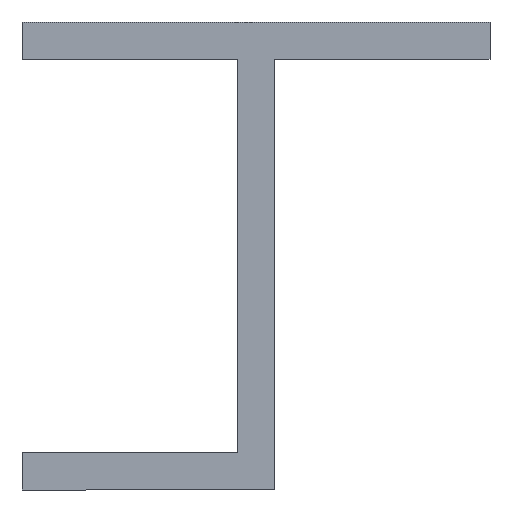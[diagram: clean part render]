
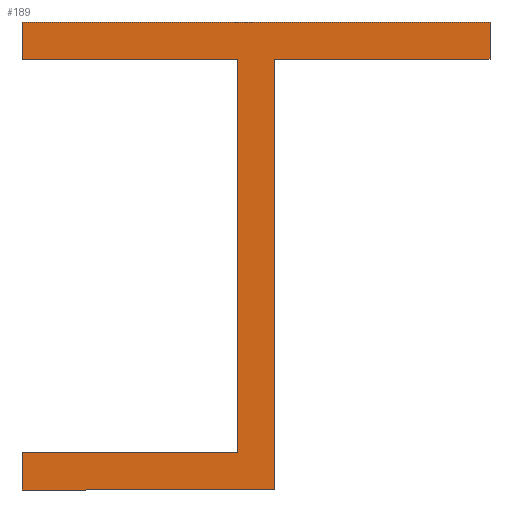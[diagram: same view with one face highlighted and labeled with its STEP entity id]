
A CAD part, front view. The second image highlights one B-rep face of the part: STEP entity #189.
In plain terms, the highlighted planar face has unit normal (0, -1, 0).
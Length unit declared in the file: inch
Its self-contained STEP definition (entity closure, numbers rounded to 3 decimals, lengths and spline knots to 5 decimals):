
#1 = CARTESIAN_POINT ( 'NONE',  ( 0., 0., -0.06 ) ) ;
#2 = LINE ( 'NONE', #211, #41 ) ;
#8 = DIRECTION ( 'NONE',  ( 1., 0., 0. ) ) ;
#9 = ORIENTED_EDGE ( 'NONE', *, *, #176, .F. ) ;
#22 = LINE ( 'NONE', #25, #308 ) ;
#25 = CARTESIAN_POINT ( 'NONE',  ( 0.345, 0., -0.69 ) ) ;
#26 = LINE ( 'NONE', #197, #138 ) ;
#29 = EDGE_CURVE ( 'NONE', #191, #304, #344, .T. ) ;
#39 = VERTEX_POINT ( 'NONE', #373 ) ;
#40 = ORIENTED_EDGE ( 'NONE', *, *, #305, .F. ) ;
#41 = VECTOR ( 'NONE', #328, 39.37008 ) ;
#44 = DIRECTION ( 'NONE',  ( 0., 0., 1. ) ) ;
#49 = DIRECTION ( 'NONE',  ( 0., 0., -1. ) ) ;
#54 = EDGE_CURVE ( 'NONE', #102, #356, #257, .T. ) ;
#60 = ORIENTED_EDGE ( 'NONE', *, *, #214, .F. ) ;
#61 = CARTESIAN_POINT ( 'NONE',  ( 0.405, 0., -0.06 ) ) ;
#65 = CARTESIAN_POINT ( 'NONE',  ( 0., 0., -0.69 ) ) ;
#77 = LINE ( 'NONE', #195, #172 ) ;
#81 = DIRECTION ( 'NONE',  ( 0., -1., 0. ) ) ;
#86 = LINE ( 'NONE', #362, #342 ) ;
#100 = CARTESIAN_POINT ( 'NONE',  ( 0., 0., 0. ) ) ;
#102 = VERTEX_POINT ( 'NONE', #131 ) ;
#111 = CARTESIAN_POINT ( 'NONE',  ( 0., 0., -0.06 ) ) ;
#113 = LINE ( 'NONE', #326, #238 ) ;
#123 = VERTEX_POINT ( 'NONE', #353 ) ;
#131 = CARTESIAN_POINT ( 'NONE',  ( 0.75, 0., 0. ) ) ;
#138 = VECTOR ( 'NONE', #167, 39.37008 ) ;
#143 = DIRECTION ( 'NONE',  ( 0., 0., 1. ) ) ;
#147 = EDGE_CURVE ( 'NONE', #39, #175, #22, .T. ) ;
#148 = LINE ( 'NONE', #274, #348 ) ;
#149 = ORIENTED_EDGE ( 'NONE', *, *, #54, .F. ) ;
#152 = ORIENTED_EDGE ( 'NONE', *, *, #230, .F. ) ;
#155 = VERTEX_POINT ( 'NONE', #200 ) ;
#156 = AXIS2_PLACEMENT_3D ( 'NONE', #229, #81, #49 ) ;
#162 = VECTOR ( 'NONE', #44, 39.37008 ) ;
#167 = DIRECTION ( 'NONE',  ( 1., 0., 0. ) ) ;
#168 = EDGE_CURVE ( 'NONE', #175, #191, #351, .T. ) ;
#172 = VECTOR ( 'NONE', #323, 39.37008 ) ;
#175 = VERTEX_POINT ( 'NONE', #350 ) ;
#176 = EDGE_CURVE ( 'NONE', #304, #102, #26, .T. ) ;
#181 = EDGE_CURVE ( 'NONE', #123, #155, #77, .T. ) ;
#188 = DIRECTION ( 'NONE',  ( 0., 0., -1. ) ) ;
#189 = ADVANCED_FACE ( 'NONE', ( #234 ), #289, .T. ) ;
#191 = VERTEX_POINT ( 'NONE', #1 ) ;
#195 = CARTESIAN_POINT ( 'NONE',  ( 0., 0., -0.75 ) ) ;
#196 = ORIENTED_EDGE ( 'NONE', *, *, #168, .F. ) ;
#197 = CARTESIAN_POINT ( 'NONE',  ( 0., 0., 0. ) ) ;
#199 = DIRECTION ( 'NONE',  ( -1., 0., 0. ) ) ;
#200 = CARTESIAN_POINT ( 'NONE',  ( 0., 0., -0.75 ) ) ;
#203 = ORIENTED_EDGE ( 'NONE', *, *, #324, .F. ) ;
#207 = DIRECTION ( 'NONE',  ( 0., 0., -1. ) ) ;
#211 = CARTESIAN_POINT ( 'NONE',  ( 0., 0., -0.69 ) ) ;
#214 = EDGE_CURVE ( 'NONE', #356, #321, #113, .T. ) ;
#223 = CARTESIAN_POINT ( 'NONE',  ( 0.75, 0., 0. ) ) ;
#229 = CARTESIAN_POINT ( 'NONE',  ( 0., 0., 0. ) ) ;
#230 = EDGE_CURVE ( 'NONE', #155, #248, #2, .T. ) ;
#234 = FACE_OUTER_BOUND ( 'NONE', #259, .T. ) ;
#238 = VECTOR ( 'NONE', #287, 39.37008 ) ;
#248 = VERTEX_POINT ( 'NONE', #65 ) ;
#257 = LINE ( 'NONE', #223, #300 ) ;
#259 = EDGE_LOOP ( 'NONE', ( #367, #196, #331, #40, #152, #273, #203, #60, #149, #9 ) ) ;
#273 = ORIENTED_EDGE ( 'NONE', *, *, #181, .F. ) ;
#274 = CARTESIAN_POINT ( 'NONE',  ( 0.405, 0., -0.75 ) ) ;
#287 = DIRECTION ( 'NONE',  ( -1., 0., 0. ) ) ;
#289 = PLANE ( 'NONE',  #156 ) ;
#294 = CARTESIAN_POINT ( 'NONE',  ( 0., 0., 0. ) ) ;
#300 = VECTOR ( 'NONE', #188, 39.37008 ) ;
#304 = VERTEX_POINT ( 'NONE', #294 ) ;
#305 = EDGE_CURVE ( 'NONE', #248, #39, #86, .T. ) ;
#308 = VECTOR ( 'NONE', #143, 39.37008 ) ;
#315 = VECTOR ( 'NONE', #199, 39.37008 ) ;
#321 = VERTEX_POINT ( 'NONE', #61 ) ;
#323 = DIRECTION ( 'NONE',  ( -1., 0., 0. ) ) ;
#324 = EDGE_CURVE ( 'NONE', #321, #123, #148, .T. ) ;
#326 = CARTESIAN_POINT ( 'NONE',  ( 0.75, 0., -0.06 ) ) ;
#328 = DIRECTION ( 'NONE',  ( 0., 0., 1. ) ) ;
#331 = ORIENTED_EDGE ( 'NONE', *, *, #147, .F. ) ;
#342 = VECTOR ( 'NONE', #8, 39.37008 ) ;
#344 = LINE ( 'NONE', #100, #162 ) ;
#348 = VECTOR ( 'NONE', #207, 39.37008 ) ;
#350 = CARTESIAN_POINT ( 'NONE',  ( 0.345, 0., -0.06 ) ) ;
#351 = LINE ( 'NONE', #111, #315 ) ;
#353 = CARTESIAN_POINT ( 'NONE',  ( 0.405, 0., -0.75 ) ) ;
#356 = VERTEX_POINT ( 'NONE', #364 ) ;
#362 = CARTESIAN_POINT ( 'NONE',  ( 0., 0., -0.69 ) ) ;
#364 = CARTESIAN_POINT ( 'NONE',  ( 0.75, 0., -0.06 ) ) ;
#367 = ORIENTED_EDGE ( 'NONE', *, *, #29, .F. ) ;
#373 = CARTESIAN_POINT ( 'NONE',  ( 0.345, 0., -0.69 ) ) ;
